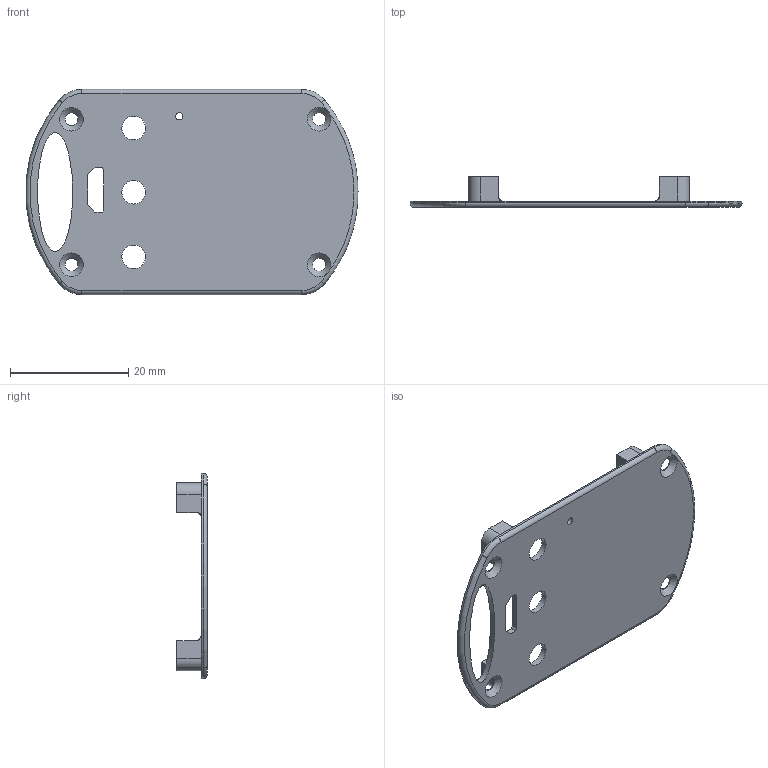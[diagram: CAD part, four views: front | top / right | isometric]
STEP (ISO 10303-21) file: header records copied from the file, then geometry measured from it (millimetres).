
FILE_DESCRIPTION(/* description */ ('STEP AP242','CAx-IF Rec.Pracs.---Representation and Presentation of Product Manufacturing Information (PMI)---4.0---2014-10-13','CAx-IF Rec.Pracs.---3D Tessellated Geometry---0.4---2014-09-14','2;1'),/* implementation_level */ '2;1');
FILE_NAME(/* name */ '66a26dbbb36bf037ca562f50',/* time_stamp */ '2024-07-25T15:22:35Z',/* author */ (''),/* organization */ (''),/* preprocessor_version */ 'ST-DEVELOPER v20',/* originating_system */ ' ',/* authorisation */ ' ');
FILE_SCHEMA (('AP242_MANAGED_MODEL_BASED_3D_ENGINEERING_MIM_LF { 1 0 10303 442 1 1 4 }'));
Length unit declared in the file: metre
Products named in the file (1): Part 1
Bounding box: 56.04 x 5.15 x 34.63 mm (x, y, z)
Volume: 1948.9 mm3; surface area: 3868.6 mm2
Topology: 1 solids, 1 shells, 79 faces, 191 edges, 122 vertices
Faces by surface type: plane 36, cylinder 32, torus 6, cone 4, bspline 1
Full cylindrical faces by diameter (mm): 1.2 x1, 1.9 x4, 2.2 x4, 4 x3
Entity records: 2316 total; most frequent: DIRECTION 408, CARTESIAN_POINT 405, ORIENTED_EDGE 348, EDGE_CURVE 174, AXIS2_PLACEMENT_3D 155, EDGE_LOOP 124, FACE_BOUND 124, VERTEX_POINT 122
